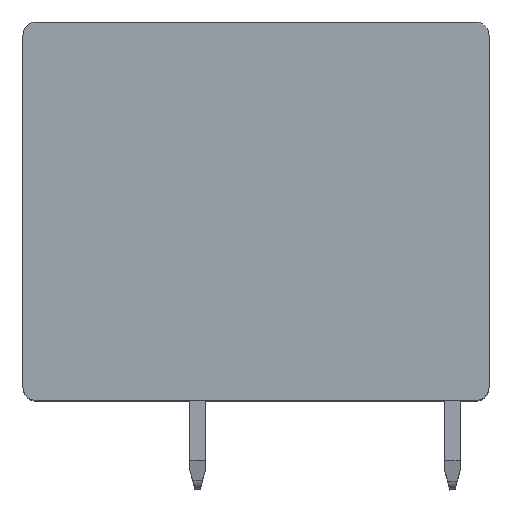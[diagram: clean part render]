
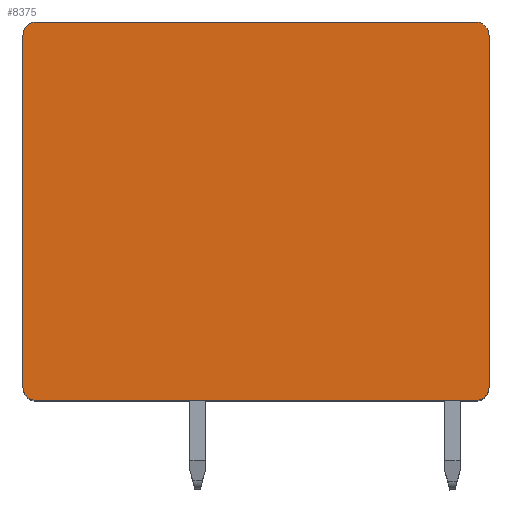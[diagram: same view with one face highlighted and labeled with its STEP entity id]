
A CAD part, top view. The second image highlights one B-rep face of the part: STEP entity #8375.
In plain terms, the highlighted planar face has unit normal (0, 0, 1).
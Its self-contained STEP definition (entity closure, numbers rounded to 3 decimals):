
#3230=CARTESIAN_POINT('',(-11.375,9.1,28.05));
#3231=DIRECTION('',(0.,0.,1.));
#3232=DIRECTION('',(0.,1.,0.));
#3233=AXIS2_PLACEMENT_3D('',#3230,#3231,#3232);
#3235=DIRECTION('',(-1.,0.,0.));
#3236=VECTOR('',#3235,22.75);
#3237=CARTESIAN_POINT('',(11.375,9.8,28.05));
#3238=LINE('',#3237,#3236);
#3239=CARTESIAN_POINT('',(11.375,9.1,28.05));
#3240=DIRECTION('',(0.,0.,1.));
#3241=DIRECTION('',(1.,0.,0.));
#3242=AXIS2_PLACEMENT_3D('',#3239,#3240,#3241);
#3244=DIRECTION('',(0.,1.,0.));
#3245=VECTOR('',#3244,18.2);
#3246=CARTESIAN_POINT('',(12.075,-9.1,28.05));
#3247=LINE('',#3246,#3245);
#3248=CARTESIAN_POINT('',(11.375,-9.1,28.05));
#3249=DIRECTION('',(0.,0.,1.));
#3250=DIRECTION('',(0.,-1.,0.));
#3251=AXIS2_PLACEMENT_3D('',#3248,#3249,#3250);
#3253=DIRECTION('',(1.,0.,0.));
#3254=VECTOR('',#3253,22.75);
#3255=CARTESIAN_POINT('',(-11.375,-9.8,28.05));
#3256=LINE('',#3255,#3254);
#3257=CARTESIAN_POINT('',(-11.375,-9.1,28.05));
#3258=DIRECTION('',(0.,0.,1.));
#3259=DIRECTION('',(-1.,0.,0.));
#3260=AXIS2_PLACEMENT_3D('',#3257,#3258,#3259);
#3262=DIRECTION('',(0.,-1.,0.));
#3263=VECTOR('',#3262,18.2);
#3264=CARTESIAN_POINT('',(-12.075,9.1,28.05));
#3265=LINE('',#3264,#3263);
#3483=CARTESIAN_POINT('',(-11.375,9.8,28.05));
#3484=CARTESIAN_POINT('',(-12.075,9.1,28.05));
#3485=VERTEX_POINT('',#3483);
#3486=VERTEX_POINT('',#3484);
#3491=CARTESIAN_POINT('',(12.075,9.1,28.05));
#3492=VERTEX_POINT('',#3491);
#3493=CARTESIAN_POINT('',(11.375,9.8,28.05));
#3494=VERTEX_POINT('',#3493);
#3499=CARTESIAN_POINT('',(11.375,-9.8,28.05));
#3500=VERTEX_POINT('',#3499);
#3501=CARTESIAN_POINT('',(12.075,-9.1,28.05));
#3502=VERTEX_POINT('',#3501);
#3507=CARTESIAN_POINT('',(-12.075,-9.1,28.05));
#3508=VERTEX_POINT('',#3507);
#3509=CARTESIAN_POINT('',(-11.375,-9.8,28.05));
#3510=VERTEX_POINT('',#3509);
#8360=CARTESIAN_POINT('',(0.,0.,28.05));
#8361=DIRECTION('',(0.,0.,1.));
#8362=DIRECTION('',(1.,0.,0.));
#8363=AXIS2_PLACEMENT_3D('',#8360,#8361,#8362);
#8364=PLANE('',#8363);
#8365=ORIENTED_EDGE('',*,*,#4204,.F.);
#8366=ORIENTED_EDGE('',*,*,#4446,.F.);
#8367=ORIENTED_EDGE('',*,*,#5171,.F.);
#8368=ORIENTED_EDGE('',*,*,#5186,.F.);
#8369=ORIENTED_EDGE('',*,*,#5199,.F.);
#8370=ORIENTED_EDGE('',*,*,#5214,.F.);
#8371=ORIENTED_EDGE('',*,*,#5811,.F.);
#8372=ORIENTED_EDGE('',*,*,#5823,.F.);
#8373=EDGE_LOOP('',(#8365,#8366,#8367,#8368,#8369,#8370,#8371,#8372));
#8374=FACE_OUTER_BOUND('',#8373,.F.);
#3234=CIRCLE('',#3233,0.7);
#3243=CIRCLE('',#3242,0.7);
#3252=CIRCLE('',#3251,0.7);
#3261=CIRCLE('',#3260,0.7);
#4204=EDGE_CURVE('',#3485,#3486,#3234,.T.);
#4446=EDGE_CURVE('',#3494,#3485,#3238,.T.);
#5171=EDGE_CURVE('',#3492,#3494,#3243,.T.);
#5186=EDGE_CURVE('',#3502,#3492,#3247,.T.);
#5199=EDGE_CURVE('',#3500,#3502,#3252,.T.);
#5214=EDGE_CURVE('',#3510,#3500,#3256,.T.);
#5811=EDGE_CURVE('',#3508,#3510,#3261,.T.);
#5823=EDGE_CURVE('',#3486,#3508,#3265,.T.);
#8375=ADVANCED_FACE('',(#8374),#8364,.T.);
